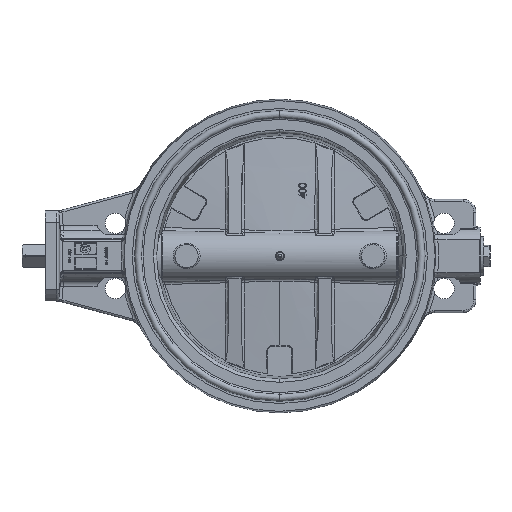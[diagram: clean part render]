
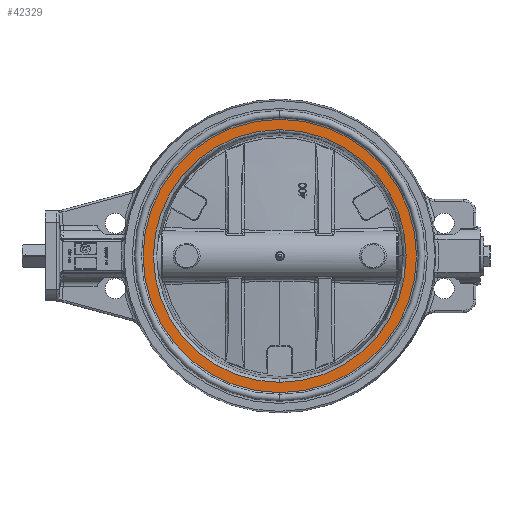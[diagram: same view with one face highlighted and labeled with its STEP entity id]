
A CAD part, left-side view. The second image highlights one B-rep face of the part: STEP entity #42329.
In plain terms, the highlighted planar face has unit normal (-1, 0, 0).
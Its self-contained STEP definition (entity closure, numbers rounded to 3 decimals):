
#2702 = VERTEX_POINT ( 'NONE', #11547 ) ;
#2823 = FACE_OUTER_BOUND ( 'NONE', #56444, .T. ) ;
#6238 = ORIENTED_EDGE ( 'NONE', *, *, #10484, .T. ) ;
#8377 = ORIENTED_EDGE ( 'NONE', *, *, #32628, .T. ) ;
#9558 = DIRECTION ( 'NONE',  ( 1., 0., 0. ) ) ;
#10484 = EDGE_CURVE ( 'NONE', #41459, #60297, #42583, .T. ) ;
#11547 = CARTESIAN_POINT ( 'NONE',  ( -50.75, 0., -212.646 ) ) ;
#12321 = CARTESIAN_POINT ( 'NONE',  ( -50.75, 0., 0. ) ) ;
#13391 = CARTESIAN_POINT ( 'NONE',  ( -50.75, 0., 196.522 ) ) ;
#13703 = AXIS2_PLACEMENT_3D ( 'NONE', #50886, #34728, #23905 ) ;
#17433 = AXIS2_PLACEMENT_3D ( 'NONE', #12321, #56303, #18794 ) ;
#18321 = DIRECTION ( 'NONE',  ( 0., 0., 1. ) ) ;
#18794 = DIRECTION ( 'NONE',  ( 0., 0., -1. ) ) ;
#19294 = CIRCLE ( 'NONE', #21668, 212.646 ) ;
#19407 = DIRECTION ( 'NONE',  ( -1., 0., 0. ) ) ;
#21128 = DIRECTION ( 'NONE',  ( 1., 0., 0. ) ) ;
#21668 = AXIS2_PLACEMENT_3D ( 'NONE', #48185, #9558, #69001 ) ;
#23905 = DIRECTION ( 'NONE',  ( 0., 0., -1. ) ) ;
#24911 = CARTESIAN_POINT ( 'NONE',  ( -50.75, 0., -212.646 ) ) ;
#29916 = FACE_BOUND ( 'NONE', #30676, .T. ) ;
#30515 = CIRCLE ( 'NONE', #39769, 212.646 ) ;
#30676 = EDGE_LOOP ( 'NONE', ( #8377, #6238 ) ) ;
#31240 = ORIENTED_EDGE ( 'NONE', *, *, #47994, .F. ) ;
#32628 = EDGE_CURVE ( 'NONE', #60297, #41459, #61150, .T. ) ;
#34728 = DIRECTION ( 'NONE',  ( 1., 0., 0. ) ) ;
#39769 = AXIS2_PLACEMENT_3D ( 'NONE', #47836, #21128, #69701 ) ;
#41459 = VERTEX_POINT ( 'NONE', #13391 ) ;
#42329 = ADVANCED_FACE ( 'NONE', ( #29916, #2823 ), #56204, .T. ) ;
#42583 = CIRCLE ( 'NONE', #13703, 196.522 ) ;
#45398 = EDGE_CURVE ( 'NONE', #54375, #2702, #30515, .T. ) ;
#47836 = CARTESIAN_POINT ( 'NONE',  ( -50.75, 0., 0. ) ) ;
#47994 = EDGE_CURVE ( 'NONE', #2702, #54375, #19294, .T. ) ;
#48185 = CARTESIAN_POINT ( 'NONE',  ( -50.75, 0., 0. ) ) ;
#49536 = ORIENTED_EDGE ( 'NONE', *, *, #45398, .F. ) ;
#50886 = CARTESIAN_POINT ( 'NONE',  ( -50.75, 0., 0. ) ) ;
#51091 = AXIS2_PLACEMENT_3D ( 'NONE', #24911, #19407, #18321 ) ;
#54375 = VERTEX_POINT ( 'NONE', #68003 ) ;
#56204 = PLANE ( 'NONE',  #51091 ) ;
#56303 = DIRECTION ( 'NONE',  ( 1., 0., 0. ) ) ;
#56444 = EDGE_LOOP ( 'NONE', ( #31240, #49536 ) ) ;
#60297 = VERTEX_POINT ( 'NONE', #61450 ) ;
#61150 = CIRCLE ( 'NONE', #17433, 196.522 ) ;
#61450 = CARTESIAN_POINT ( 'NONE',  ( -50.75, 0., -196.522 ) ) ;
#68003 = CARTESIAN_POINT ( 'NONE',  ( -50.75, 0., 212.646 ) ) ;
#69001 = DIRECTION ( 'NONE',  ( 0., 0., -1. ) ) ;
#69701 = DIRECTION ( 'NONE',  ( 0., 0., -1. ) ) ;
